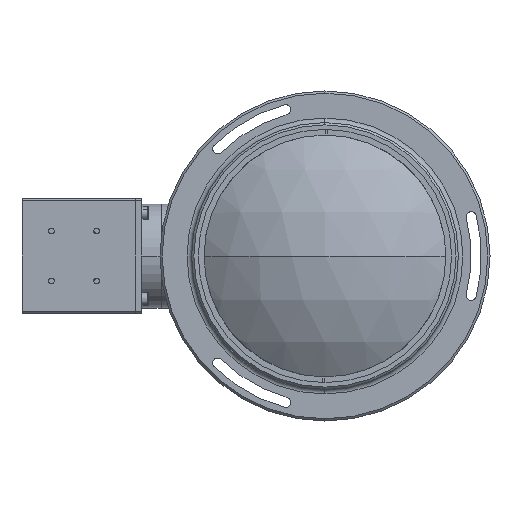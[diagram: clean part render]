
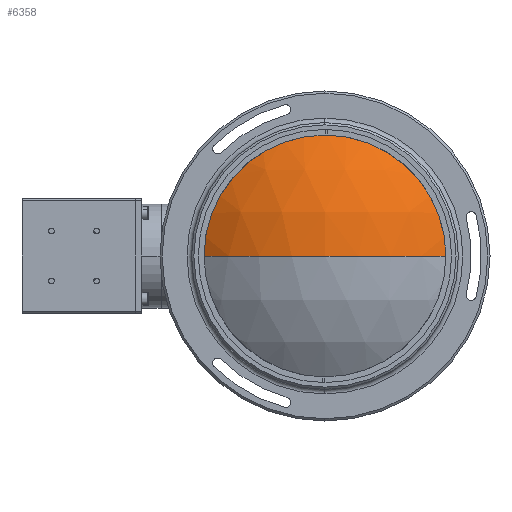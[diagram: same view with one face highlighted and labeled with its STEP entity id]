
A CAD part, left-side view. The second image highlights one B-rep face of the part: STEP entity #6358.
In plain terms, the highlighted spherical face has radius 89.354 mm.
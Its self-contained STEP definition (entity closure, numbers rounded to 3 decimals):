
#145 = ORIENTED_EDGE ( 'NONE', *, *, #1897, .T. ) ;
#1434 = CIRCLE ( 'NONE', #2673, 89.354 ) ;
#1897 = EDGE_CURVE ( 'NONE', #14185, #9078, #12250, .T. ) ;
#2417 = EDGE_CURVE ( 'NONE', #9078, #3007, #2454, .T. ) ;
#2454 = CIRCLE ( 'NONE', #6161, 89.354 ) ;
#2535 = DIRECTION ( 'NONE',  ( 0., 0., -1. ) ) ;
#2673 = AXIS2_PLACEMENT_3D ( 'NONE', #6720, #2535, #12565 ) ;
#2747 = CARTESIAN_POINT ( 'NONE',  ( 18.933, 0., 0. ) ) ;
#3007 = VERTEX_POINT ( 'NONE', #15788 ) ;
#3576 = CARTESIAN_POINT ( 'NONE',  ( 18.933, -55., 0. ) ) ;
#4120 = CARTESIAN_POINT ( 'NONE',  ( 18.933, 55., 0. ) ) ;
#4254 = DIRECTION ( 'NONE',  ( -1., 0., 0. ) ) ;
#4417 = ORIENTED_EDGE ( 'NONE', *, *, #9956, .F. ) ;
#4617 = DIRECTION ( 'NONE',  ( 1., 0., 0. ) ) ;
#5260 = ORIENTED_EDGE ( 'NONE', *, *, #2417, .T. ) ;
#6074 = DIRECTION ( 'NONE',  ( 0., 0., -1. ) ) ;
#6161 = AXIS2_PLACEMENT_3D ( 'NONE', #17024, #16110, #4617 ) ;
#6264 = CARTESIAN_POINT ( 'NONE',  ( 89.354, 0., 0. ) ) ;
#6358 = ADVANCED_FACE ( 'NONE', ( #16992 ), #13114, .T. ) ;
#6720 = CARTESIAN_POINT ( 'NONE',  ( 89.354, 0., 0. ) ) ;
#9036 = DIRECTION ( 'NONE',  ( 0., 1., 0. ) ) ;
#9078 = VERTEX_POINT ( 'NONE', #4120 ) ;
#9956 = EDGE_CURVE ( 'NONE', #14185, #3007, #1434, .T. ) ;
#12250 = CIRCLE ( 'NONE', #12741, 55. ) ;
#12565 = DIRECTION ( 'NONE',  ( 0., 1., 0. ) ) ;
#12741 = AXIS2_PLACEMENT_3D ( 'NONE', #2747, #4254, #12904 ) ;
#12904 = DIRECTION ( 'NONE',  ( 0., 0., 1. ) ) ;
#13114 = SPHERICAL_SURFACE ( 'NONE', #14751, 89.354 ) ;
#13786 = EDGE_LOOP ( 'NONE', ( #4417, #145, #5260 ) ) ;
#14185 = VERTEX_POINT ( 'NONE', #3576 ) ;
#14751 = AXIS2_PLACEMENT_3D ( 'NONE', #6264, #6074, #9036 ) ;
#15788 = CARTESIAN_POINT ( 'NONE',  ( 0., 0., 0. ) ) ;
#16110 = DIRECTION ( 'NONE',  ( 0., 0., 1. ) ) ;
#16992 = FACE_OUTER_BOUND ( 'NONE', #13786, .T. ) ;
#17024 = CARTESIAN_POINT ( 'NONE',  ( 89.354, 0., 0. ) ) ;
